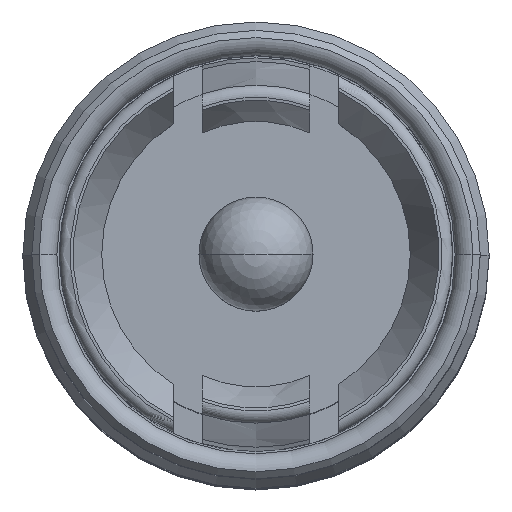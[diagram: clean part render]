
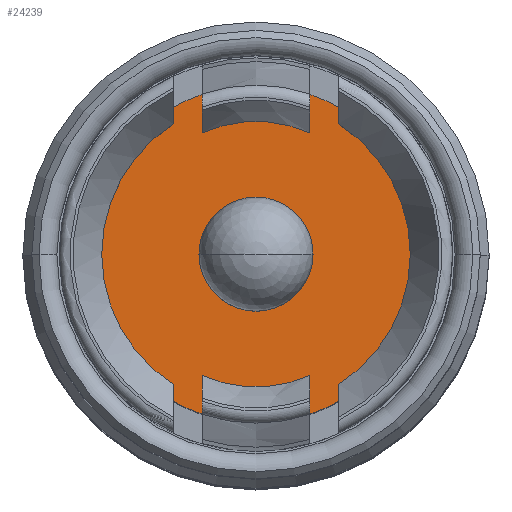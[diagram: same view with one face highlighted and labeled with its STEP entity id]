
A CAD part, top view. The second image highlights one B-rep face of the part: STEP entity #24239.
In plain terms, the highlighted planar face has unit normal (0, 0, 1).
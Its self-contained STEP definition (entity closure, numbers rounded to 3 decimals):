
#7929=DIRECTION('',(0.,-1.,0.));
#7930=VECTOR('',#7929,0.467);
#7931=CARTESIAN_POINT('',(2.3,4.1,6.718));
#7932=LINE('',#7931,#7930);
#7933=DIRECTION('',(0.,-1.,0.));
#7934=VECTOR('',#7933,0.467);
#7935=CARTESIAN_POINT('',(2.3,-3.633,6.718));
#7936=LINE('',#7935,#7934);
#8005=DIRECTION('',(0.,-1.,0.));
#8006=VECTOR('',#8005,0.467);
#8007=CARTESIAN_POINT('',(-2.3,4.1,6.718));
#8008=LINE('',#8007,#8006);
#8009=DIRECTION('',(0.,-1.,0.));
#8010=VECTOR('',#8009,0.467);
#8011=CARTESIAN_POINT('',(-2.3,-3.633,6.718));
#8012=LINE('',#8011,#8010);
#8017=CARTESIAN_POINT('',(0.,0.,6.718));
#8018=DIRECTION('',(0.,0.,1.));
#8019=DIRECTION('',(0.319,-0.948,0.));
#8020=AXIS2_PLACEMENT_3D('',#8017,#8018,#8019);
#8022=CARTESIAN_POINT('',(0.,0.,6.718));
#8023=DIRECTION('',(0.,0.,1.));
#8024=DIRECTION('',(-0.489,-0.872,0.));
#8025=AXIS2_PLACEMENT_3D('',#8022,#8023,#8024);
#8027=CARTESIAN_POINT('',(0.,0.,6.718));
#8028=DIRECTION('',(0.,0.,-1.));
#8029=DIRECTION('',(-0.489,0.872,0.));
#8030=AXIS2_PLACEMENT_3D('',#8027,#8028,#8029);
#8032=CARTESIAN_POINT('',(0.,0.,6.718));
#8033=DIRECTION('',(0.,0.,-1.));
#8034=DIRECTION('',(0.319,0.948,0.));
#8035=AXIS2_PLACEMENT_3D('',#8032,#8033,#8034);
#8037=CARTESIAN_POINT('',(0.,0.,6.718));
#8038=DIRECTION('',(0.,0.,1.));
#8039=DIRECTION('',(0.535,-0.845,0.));
#8040=AXIS2_PLACEMENT_3D('',#8037,#8038,#8039);
#8064=CARTESIAN_POINT('',(0.,0.,6.718));
#8065=DIRECTION('',(0.,0.,1.));
#8066=DIRECTION('',(-0.535,0.845,0.));
#8067=AXIS2_PLACEMENT_3D('',#8064,#8065,#8066);
#8115=DIRECTION('',(0.,-1.,0.));
#8116=VECTOR('',#8115,0.948);
#8117=CARTESIAN_POINT('',(1.5,4.455,6.718));
#8118=LINE('',#8117,#8116);
#8126=DIRECTION('',(0.,-1.,0.));
#8127=VECTOR('',#8126,0.948);
#8128=CARTESIAN_POINT('',(1.5,-3.508,6.718));
#8129=LINE('',#8128,#8127);
#8141=CARTESIAN_POINT('',(0.,0.,6.718));
#8142=DIRECTION('',(0.,0.,-1.));
#8143=DIRECTION('',(-0.393,0.919,0.));
#8144=AXIS2_PLACEMENT_3D('',#8141,#8142,#8143);
#8178=DIRECTION('',(0.,-1.,0.));
#8179=VECTOR('',#8178,0.948);
#8180=CARTESIAN_POINT('',(-1.5,4.455,6.718));
#8181=LINE('',#8180,#8179);
#8182=DIRECTION('',(0.,-1.,0.));
#8183=VECTOR('',#8182,0.948);
#8184=CARTESIAN_POINT('',(-1.5,-3.508,6.718));
#8185=LINE('',#8184,#8183);
#8283=CARTESIAN_POINT('',(0.,0.,6.718));
#8284=DIRECTION('',(0.,0.,1.));
#8285=DIRECTION('',(-0.393,-0.919,0.));
#8286=AXIS2_PLACEMENT_3D('',#8283,#8284,#8285);
#8387=CARTESIAN_POINT('',(0.,0.,6.718));
#8388=DIRECTION('',(0.,0.,-1.));
#8389=DIRECTION('',(-1.,0.,0.));
#8390=AXIS2_PLACEMENT_3D('',#8387,#8388,#8389);
#8392=CARTESIAN_POINT('',(0.,0.,6.718));
#8393=DIRECTION('',(0.,0.,-1.));
#8394=DIRECTION('',(1.,0.,0.));
#8395=AXIS2_PLACEMENT_3D('',#8392,#8393,#8394);
#10182=CARTESIAN_POINT('',(2.3,4.1,6.718));
#10183=VERTEX_POINT('',#10182);
#10184=CARTESIAN_POINT('',(2.3,3.633,6.718));
#10185=VERTEX_POINT('',#10184);
#10186=CARTESIAN_POINT('',(2.3,-3.633,6.718));
#10187=CARTESIAN_POINT('',(2.3,-4.1,6.718));
#10188=VERTEX_POINT('',#10186);
#10189=VERTEX_POINT('',#10187);
#10190=CARTESIAN_POINT('',(-2.3,4.1,6.718));
#10191=VERTEX_POINT('',#10190);
#10192=CARTESIAN_POINT('',(-2.3,3.633,6.718));
#10193=VERTEX_POINT('',#10192);
#10194=CARTESIAN_POINT('',(-2.3,-3.633,6.718));
#10195=CARTESIAN_POINT('',(-2.3,-4.1,6.718));
#10196=VERTEX_POINT('',#10194);
#10197=VERTEX_POINT('',#10195);
#10198=CARTESIAN_POINT('',(-1.5,3.508,6.718));
#10199=CARTESIAN_POINT('',(1.5,3.508,6.718));
#10200=VERTEX_POINT('',#10198);
#10201=VERTEX_POINT('',#10199);
#10202=CARTESIAN_POINT('',(-1.5,-3.508,6.718));
#10203=CARTESIAN_POINT('',(1.5,-3.508,6.718));
#10204=VERTEX_POINT('',#10202);
#10205=VERTEX_POINT('',#10203);
#10206=CARTESIAN_POINT('',(1.5,4.455,6.718));
#10207=VERTEX_POINT('',#10206);
#10208=CARTESIAN_POINT('',(1.5,-4.455,6.718));
#10209=VERTEX_POINT('',#10208);
#10210=CARTESIAN_POINT('',(-1.5,4.455,6.718));
#10211=VERTEX_POINT('',#10210);
#10212=CARTESIAN_POINT('',(-1.5,-4.455,6.718));
#10213=VERTEX_POINT('',#10212);
#10214=CARTESIAN_POINT('',(-1.59,0.,6.718));
#10215=CARTESIAN_POINT('',(1.59,0.,6.718));
#10216=VERTEX_POINT('',#10214);
#10217=VERTEX_POINT('',#10215);
#24200=CARTESIAN_POINT('',(0.,0.,6.718));
#24201=DIRECTION('',(0.,0.,-1.));
#24202=DIRECTION('',(1.,0.,0.));
#24203=AXIS2_PLACEMENT_3D('',#24200,#24201,#24202);
#24204=PLANE('',#24203);
#24206=ORIENTED_EDGE('',*,*,#24205,.F.);
#24207=ORIENTED_EDGE('',*,*,#24058,.T.);
#24209=ORIENTED_EDGE('',*,*,#24208,.F.);
#24211=ORIENTED_EDGE('',*,*,#24210,.F.);
#24213=ORIENTED_EDGE('',*,*,#24212,.F.);
#24215=ORIENTED_EDGE('',*,*,#24214,.T.);
#24217=ORIENTED_EDGE('',*,*,#24216,.F.);
#24218=ORIENTED_EDGE('',*,*,#24185,.F.);
#24220=ORIENTED_EDGE('',*,*,#24219,.F.);
#24221=ORIENTED_EDGE('',*,*,#24167,.F.);
#24222=ORIENTED_EDGE('',*,*,#24083,.T.);
#24224=ORIENTED_EDGE('',*,*,#24223,.T.);
#24226=ORIENTED_EDGE('',*,*,#24225,.T.);
#24228=ORIENTED_EDGE('',*,*,#24227,.F.);
#24229=ORIENTED_EDGE('',*,*,#24098,.T.);
#24230=ORIENTED_EDGE('',*,*,#24048,.T.);
#24231=EDGE_LOOP('',(#24206,#24207,#24209,#24211,#24213,#24215,#24217,#24218,
#24220,#24221,#24222,#24224,#24226,#24228,#24229,#24230));
#24232=FACE_OUTER_BOUND('',#24231,.F.);
#24234=ORIENTED_EDGE('',*,*,#24233,.F.);
#24236=ORIENTED_EDGE('',*,*,#24235,.F.);
#24237=EDGE_LOOP('',(#24234,#24236));
#24238=FACE_BOUND('',#24237,.F.);
#24239=ADVANCED_FACE('',(#24232,#24238),#24204,.F.);
#8021=CIRCLE('',#8020,4.701);
#8026=CIRCLE('',#8025,4.701);
#8031=CIRCLE('',#8030,4.701);
#8036=CIRCLE('',#8035,4.701);
#8041=CIRCLE('',#8040,4.3);
#8068=CIRCLE('',#8067,4.3);
#8145=CIRCLE('',#8144,3.815);
#8287=CIRCLE('',#8286,3.815);
#8391=CIRCLE('',#8390,1.59);
#8396=CIRCLE('',#8395,1.59);
#24048=EDGE_CURVE('',#10183,#10185,#7932,.T.);
#24058=EDGE_CURVE('',#10188,#10189,#7936,.T.);
#24083=EDGE_CURVE('',#10191,#10211,#8031,.T.);
#24098=EDGE_CURVE('',#10207,#10183,#8036,.T.);
#24167=EDGE_CURVE('',#10191,#10193,#8008,.T.);
#24185=EDGE_CURVE('',#10196,#10197,#8012,.T.);
#24205=EDGE_CURVE('',#10188,#10185,#8041,.T.);
#24208=EDGE_CURVE('',#10209,#10189,#8021,.T.);
#24210=EDGE_CURVE('',#10205,#10209,#8129,.T.);
#24212=EDGE_CURVE('',#10204,#10205,#8287,.T.);
#24214=EDGE_CURVE('',#10204,#10213,#8185,.T.);
#24216=EDGE_CURVE('',#10197,#10213,#8026,.T.);
#24219=EDGE_CURVE('',#10193,#10196,#8068,.T.);
#24223=EDGE_CURVE('',#10211,#10200,#8181,.T.);
#24225=EDGE_CURVE('',#10200,#10201,#8145,.T.);
#24227=EDGE_CURVE('',#10207,#10201,#8118,.T.);
#24233=EDGE_CURVE('',#10216,#10217,#8391,.T.);
#24235=EDGE_CURVE('',#10217,#10216,#8396,.T.);
